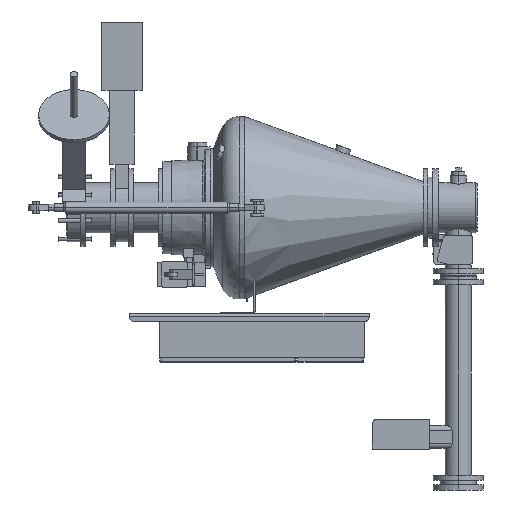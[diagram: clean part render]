
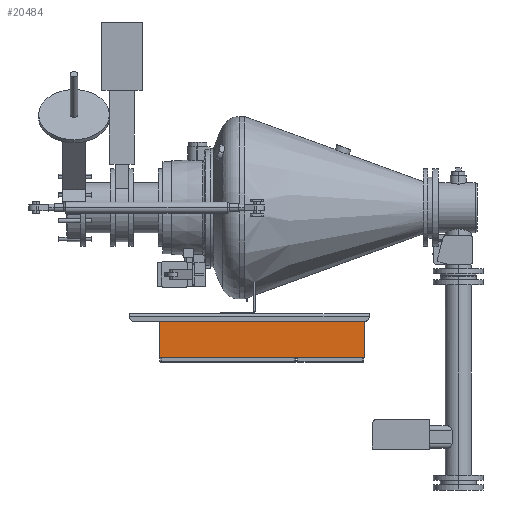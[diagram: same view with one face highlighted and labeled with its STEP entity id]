
A CAD part, left-side view. The second image highlights one B-rep face of the part: STEP entity #20484.
In plain terms, the highlighted planar face has unit normal (-1, 0, 0).
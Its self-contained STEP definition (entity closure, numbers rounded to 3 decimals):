
#1037 = DIRECTION ( 'NONE',  ( 0., 1., 0. ) ) ;
#2150 = DIRECTION ( 'NONE',  ( 0., 0., 1. ) ) ;
#2904 = CARTESIAN_POINT ( 'NONE',  ( 179.427, 1150.697, 247.607 ) ) ;
#3002 = EDGE_CURVE ( 'Defeatured_2_250+Defeatured_2_232+Defeatured_2_252+Defeatured_2_258', #18711, #25281, #9119, .T. ) ;
#3770 = CARTESIAN_POINT ( 'NONE',  ( 179.427, 1150.697, 437.607 ) ) ;
#4294 = EDGE_LOOP ( 'NONE', ( #25284, #23105, #14226, #6317 ) ) ;
#5134 = PLANE ( 'NONE',  #20768 ) ;
#5200 = EDGE_CURVE ( 'Defeatured_2_233+Defeatured_2_250+Defeatured_2_252+Defeatured_2_258', #12063, #7646, #5246, .T. ) ;
#5246 = LINE ( 'NONE', #21730, #15115 ) ;
#6206 = VECTOR ( 'NONE', #25586, 1000. ) ;
#6317 = ORIENTED_EDGE ( 'NONE', *, *, #7137, .T. ) ;
#6766 = CARTESIAN_POINT ( 'NONE',  ( 179.427, 550.697, 437.607 ) ) ;
#7039 = DIRECTION ( 'NONE',  ( 0., 1., 0. ) ) ;
#7053 = VECTOR ( 'NONE', #2150, 1000. ) ;
#7137 = EDGE_CURVE ( 'Defeatured_2_250+Defeatured_2_252+Defeatured_2_233+Defeatured_2_232', #12063, #18711, #24122, .T. ) ;
#7646 = VERTEX_POINT ( 'NONE', #24526 ) ;
#8456 = VECTOR ( 'NONE', #7039, 1000. ) ;
#9119 = LINE ( 'NONE', #6766, #8456 ) ;
#12063 = VERTEX_POINT ( 'NONE', #26968 ) ;
#12171 = EDGE_CURVE ( 'Defeatured_2_258+Defeatured_2_250+Defeatured_2_233+Defeatured_2_232', #7646, #25281, #18015, .T. ) ;
#12459 = CARTESIAN_POINT ( 'NONE',  ( 179.427, 250.697, 247.607 ) ) ;
#12840 = FACE_OUTER_BOUND ( 'NONE', #4294, .T. ) ;
#14226 = ORIENTED_EDGE ( 'NONE', *, *, #5200, .F. ) ;
#15115 = VECTOR ( 'NONE', #1037, 1000. ) ;
#18015 = LINE ( 'NONE', #2904, #6206 ) ;
#18711 = VERTEX_POINT ( 'NONE', #21935 ) ;
#19705 = CARTESIAN_POINT ( 'NONE',  ( 179.427, 550.697, 247.607 ) ) ;
#19797 = DIRECTION ( 'NONE',  ( 0., 0., -1. ) ) ;
#19960 = DIRECTION ( 'NONE',  ( 1., 0., 0. ) ) ;
#20484 = ADVANCED_FACE ( 'Defeatured_2_250', ( #12840 ), #5134, .F. ) ;
#20768 = AXIS2_PLACEMENT_3D ( 'NONE', #19705, #19960, #19797 ) ;
#21730 = CARTESIAN_POINT ( 'NONE',  ( 179.427, 550.697, 247.607 ) ) ;
#21935 = CARTESIAN_POINT ( 'NONE',  ( 179.427, 250.697, 437.607 ) ) ;
#23105 = ORIENTED_EDGE ( 'NONE', *, *, #12171, .F. ) ;
#24122 = LINE ( 'NONE', #12459, #7053 ) ;
#24526 = CARTESIAN_POINT ( 'NONE',  ( 179.427, 1150.697, 247.607 ) ) ;
#25281 = VERTEX_POINT ( 'NONE', #3770 ) ;
#25284 = ORIENTED_EDGE ( 'NONE', *, *, #3002, .T. ) ;
#25586 = DIRECTION ( 'NONE',  ( 0., 0., 1. ) ) ;
#26968 = CARTESIAN_POINT ( 'NONE',  ( 179.427, 250.697, 247.607 ) ) ;
